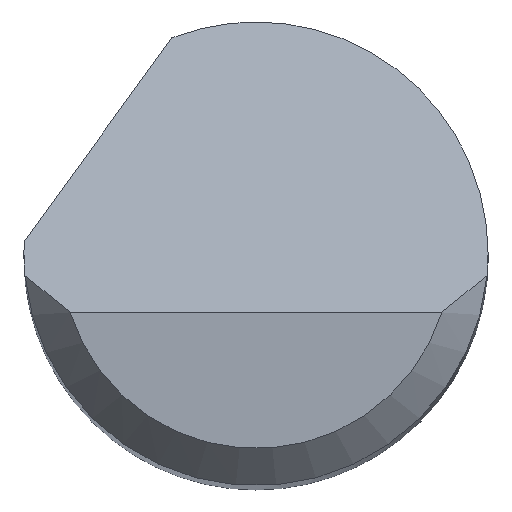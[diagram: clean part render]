
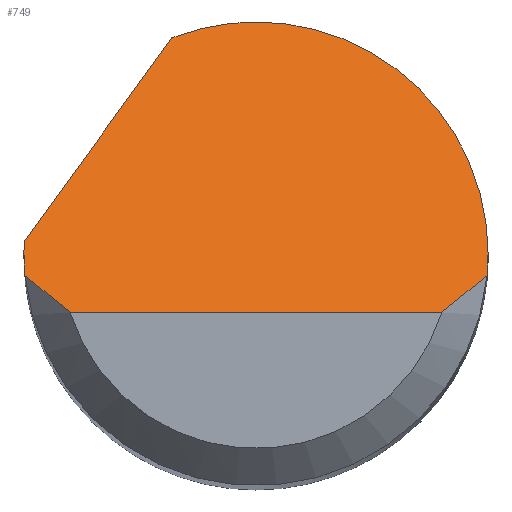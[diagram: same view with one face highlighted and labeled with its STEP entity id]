
A CAD part, top view. The second image highlights one B-rep face of the part: STEP entity #749.
In plain terms, the highlighted planar face has unit normal (0, 0.707, 0.707).
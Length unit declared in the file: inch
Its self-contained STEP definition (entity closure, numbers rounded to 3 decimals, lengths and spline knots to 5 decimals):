
#15 = CARTESIAN_POINT ( 'NONE',  ( 0.09375, 0., 1.97625 ) ) ;
#21 = ORIENTED_EDGE ( 'NONE', *, *, #427, .T. ) ;
#30 = CARTESIAN_POINT ( 'NONE',  ( 0.09361, -0.00584, 1.98209 ) ) ;
#35 = VECTOR ( 'NONE', #122, 39.37008 ) ;
#45 = VERTEX_POINT ( 'NONE', #695 ) ;
#46 = CARTESIAN_POINT ( 'NONE',  ( -0.09375, -0.00292, 1.97917 ) ) ;
#49 = EDGE_CURVE ( 'NONE', #669, #560, #245, .T. ) ;
#65 = CARTESIAN_POINT ( 'NONE',  ( 0.08157, -0.019, 1.99525 ) ) ;
#108 =( BOUNDED_CURVE ( )  B_SPLINE_CURVE ( 3, ( #465, #403, #46, #229 ),
 .UNSPECIFIED., .F., .T. ) 
 B_SPLINE_CURVE_WITH_KNOTS ( ( 4, 4 ),
 ( 4.61892, 4.71239 ),
 .UNSPECIFIED. ) 
 CURVE ( )  GEOMETRIC_REPRESENTATION_ITEM ( )  RATIONAL_B_SPLINE_CURVE ( ( 1., 0.999, 0.999, 1. ) ) 
 REPRESENTATION_ITEM ( '' )  );
#122 = DIRECTION ( 'NONE',  ( 0.456, 0.629, -0.629 ) ) ;
#123 = B_SPLINE_CURVE_WITH_KNOTS ( 'NONE', 3,
 ( #191, #65, #371, #548 ),
 .UNSPECIFIED., .F., .F.,
 ( 4, 4 ),
 ( 0., 0.00071 ),
 .UNSPECIFIED. ) ;
#130 = VECTOR ( 'NONE', #449, 39.37008 ) ;
#143 = B_SPLINE_CURVE_WITH_KNOTS ( 'NONE', 3,
 ( #270, #507, #390, #639 ),
 .UNSPECIFIED., .F., .F.,
 ( 4, 4 ),
 ( 0., 0.00071 ),
 .UNSPECIFIED. ) ;
#168 = CARTESIAN_POINT ( 'NONE',  ( -0.09371, 0.00333, 1.97292 ) ) ;
#176 = CARTESIAN_POINT ( 'NONE',  ( -0.11014, -0.01781, 1.99406 ) ) ;
#189 = EDGE_LOOP ( 'NONE', ( #21, #673, #327, #286, #246, #201, #589, #233 ) ) ;
#191 = CARTESIAN_POINT ( 'NONE',  ( 0.07508, -0.02375, 2. ) ) ;
#201 = ORIENTED_EDGE ( 'NONE', *, *, #608, .F. ) ;
#203 = VERTEX_POINT ( 'NONE', #282 ) ;
#204 = CARTESIAN_POINT ( 'NONE',  ( -0.07508, -0.02375, 2. ) ) ;
#209 = CARTESIAN_POINT ( 'NONE',  ( -0.09362, 0.005, 1.97125 ) ) ;
#229 = CARTESIAN_POINT ( 'NONE',  ( -0.09375, 0., 1.97625 ) ) ;
#230 = CARTESIAN_POINT ( 'NONE',  ( -0.09334, -0.00875, 1.985 ) ) ;
#233 = ORIENTED_EDGE ( 'NONE', *, *, #480, .T. ) ;
#240 =( BOUNDED_CURVE ( )  B_SPLINE_CURVE ( 3, ( #710, #722, #168, #410 ),
 .UNSPECIFIED., .F., .T. ) 
 B_SPLINE_CURVE_WITH_KNOTS ( ( 4, 4 ),
 ( 4.71239, 4.76575 ),
 .UNSPECIFIED. ) 
 CURVE ( )  GEOMETRIC_REPRESENTATION_ITEM ( )  RATIONAL_B_SPLINE_CURVE ( ( 1., 1., 1., 1. ) ) 
 REPRESENTATION_ITEM ( '' )  );
#245 =( BOUNDED_CURVE ( )  B_SPLINE_CURVE ( 3, ( #15, #623, #30, #278 ),
 .UNSPECIFIED., .F., .T. ) 
 B_SPLINE_CURVE_WITH_KNOTS ( ( 4, 4 ),
 ( 1.5708, 1.66427 ),
 .UNSPECIFIED. ) 
 CURVE ( )  GEOMETRIC_REPRESENTATION_ITEM ( )  RATIONAL_B_SPLINE_CURVE ( ( 1., 0.999, 0.999, 1. ) ) 
 REPRESENTATION_ITEM ( '' )  );
#246 = ORIENTED_EDGE ( 'NONE', *, *, #597, .F. ) ;
#247 = CARTESIAN_POINT ( 'NONE',  ( 0.07508, -0.02375, 2. ) ) ;
#270 = CARTESIAN_POINT ( 'NONE',  ( -0.09334, -0.00875, 1.985 ) ) ;
#278 = CARTESIAN_POINT ( 'NONE',  ( 0.09334, -0.00875, 1.985 ) ) ;
#282 = CARTESIAN_POINT ( 'NONE',  ( -0.03394, 0.08739, 1.88886 ) ) ;
#286 = ORIENTED_EDGE ( 'NONE', *, *, #543, .F. ) ;
#300 =( BOUNDED_CURVE ( )  B_SPLINE_CURVE ( 3, ( #303, #422, #534, #539 ),
 .UNSPECIFIED., .F., .T. ) 
 B_SPLINE_CURVE_WITH_KNOTS ( ( 4, 4 ),
 ( 5.91277, 7.85398 ),
 .UNSPECIFIED. ) 
 CURVE ( )  GEOMETRIC_REPRESENTATION_ITEM ( )  RATIONAL_B_SPLINE_CURVE ( ( 1., 0.71, 0.71, 1. ) ) 
 REPRESENTATION_ITEM ( '' )  );
#303 = CARTESIAN_POINT ( 'NONE',  ( -0.03394, 0.08739, 1.88886 ) ) ;
#313 = PLANE ( 'NONE',  #747 ) ;
#318 = VERTEX_POINT ( 'NONE', #247 ) ;
#327 = ORIENTED_EDGE ( 'NONE', *, *, #49, .F. ) ;
#371 = CARTESIAN_POINT ( 'NONE',  ( 0.08761, -0.01397, 1.99022 ) ) ;
#387 = CARTESIAN_POINT ( 'NONE',  ( 0., -0.02375, 2. ) ) ;
#390 = CARTESIAN_POINT ( 'NONE',  ( -0.08157, -0.019, 1.99525 ) ) ;
#403 = CARTESIAN_POINT ( 'NONE',  ( -0.09361, -0.00584, 1.98209 ) ) ;
#410 = CARTESIAN_POINT ( 'NONE',  ( -0.09362, 0.005, 1.97125 ) ) ;
#416 = VERTEX_POINT ( 'NONE', #209 ) ;
#422 = CARTESIAN_POINT ( 'NONE',  ( 0.03379, 0.11369, 1.86256 ) ) ;
#424 = DIRECTION ( 'NONE',  ( 0., 0.707, -0.707 ) ) ;
#427 = EDGE_CURVE ( 'NONE', #775, #318, #580, .T. ) ;
#449 = DIRECTION ( 'NONE',  ( 1., 0., 0. ) ) ;
#465 = CARTESIAN_POINT ( 'NONE',  ( -0.09334, -0.00875, 1.985 ) ) ;
#480 = EDGE_CURVE ( 'NONE', #538, #775, #143, .T. ) ;
#482 = FACE_OUTER_BOUND ( 'NONE', #189, .T. ) ;
#507 = CARTESIAN_POINT ( 'NONE',  ( -0.08761, -0.01397, 1.99022 ) ) ;
#534 = CARTESIAN_POINT ( 'NONE',  ( 0.09375, 0.07266, 1.90359 ) ) ;
#538 = VERTEX_POINT ( 'NONE', #230 ) ;
#539 = CARTESIAN_POINT ( 'NONE',  ( 0.09375, 0., 1.97625 ) ) ;
#543 = EDGE_CURVE ( 'NONE', #203, #669, #300, .T. ) ;
#548 = CARTESIAN_POINT ( 'NONE',  ( 0.09334, -0.00875, 1.985 ) ) ;
#560 = VERTEX_POINT ( 'NONE', #664 ) ;
#580 = LINE ( 'NONE', #387, #130 ) ;
#589 = ORIENTED_EDGE ( 'NONE', *, *, #676, .F. ) ;
#595 = LINE ( 'NONE', #176, #35 ) ;
#597 = EDGE_CURVE ( 'NONE', #416, #203, #595, .T. ) ;
#608 = EDGE_CURVE ( 'NONE', #45, #416, #240, .T. ) ;
#623 = CARTESIAN_POINT ( 'NONE',  ( 0.09375, -0.00292, 1.97917 ) ) ;
#639 = CARTESIAN_POINT ( 'NONE',  ( -0.07508, -0.02375, 2. ) ) ;
#658 = CARTESIAN_POINT ( 'NONE',  ( 0.09375, 0., 1.97625 ) ) ;
#664 = CARTESIAN_POINT ( 'NONE',  ( 0.09334, -0.00875, 1.985 ) ) ;
#669 = VERTEX_POINT ( 'NONE', #658 ) ;
#673 = ORIENTED_EDGE ( 'NONE', *, *, #731, .T. ) ;
#676 = EDGE_CURVE ( 'NONE', #538, #45, #108, .T. ) ;
#680 = CARTESIAN_POINT ( 'NONE',  ( -0.09375, -0.02375, 2. ) ) ;
#695 = CARTESIAN_POINT ( 'NONE',  ( -0.09375, 0., 1.97625 ) ) ;
#710 = CARTESIAN_POINT ( 'NONE',  ( -0.09375, 0., 1.97625 ) ) ;
#722 = CARTESIAN_POINT ( 'NONE',  ( -0.09375, 0.00167, 1.97458 ) ) ;
#726 = DIRECTION ( 'NONE',  ( 0., -0.707, -0.707 ) ) ;
#731 = EDGE_CURVE ( 'NONE', #318, #560, #123, .T. ) ;
#747 = AXIS2_PLACEMENT_3D ( 'NONE', #680, #726, #424 ) ;
#749 = ADVANCED_FACE ( 'NONE', ( #482 ), #313, .F. ) ;
#775 = VERTEX_POINT ( 'NONE', #204 ) ;
